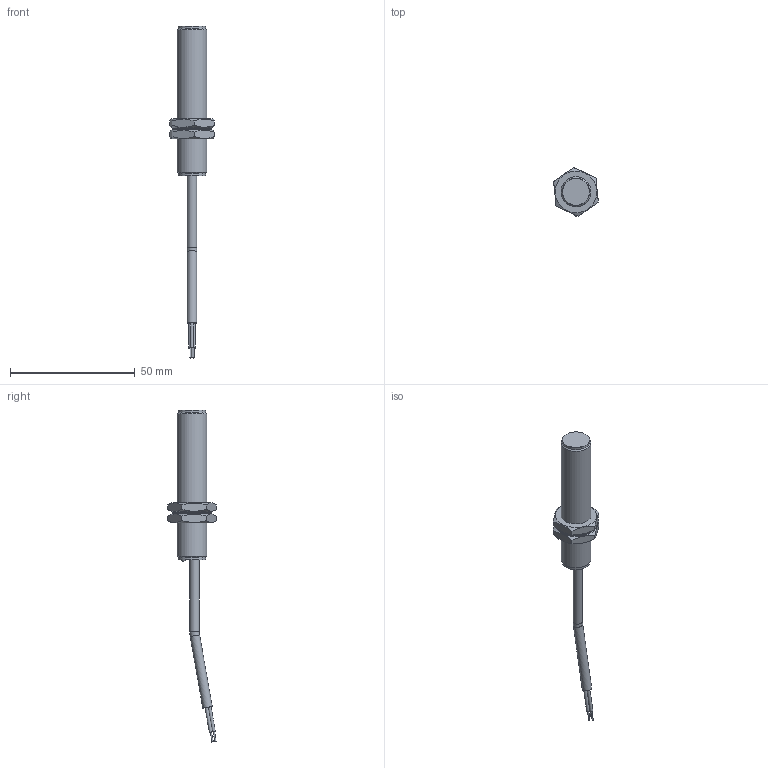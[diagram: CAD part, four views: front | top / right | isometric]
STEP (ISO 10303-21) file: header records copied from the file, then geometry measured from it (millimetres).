
FILE_DESCRIPTION(/* description */ (''),/* implementation_level */ '2;1');
FILE_NAME(/* name */ 'LA12-60 Датчик в сборе.stp',/* time_stamp */ '2021-07-29T16:35:53+07:00',/* author */ ('Omalon'),/* organization */ (''),/* preprocessor_version */ 'ST-DEVELOPER v17.2',/* originating_system */ 'Autodesk Inventor 2019',/* authorisation */ '');
FILE_SCHEMA (('AUTOMOTIVE_DESIGN { 1 0 10303 214 3 1 1 }'));
Length unit declared in the file: millimetre
Products named in the file (4): LA12-60 Датчик в 
сборе; LA12-60 датчик; LA12-60 гайка; LA12-60 провод
Assembly tree (4 placements, depth 2):
  LA12-60 Датчик в 
сборе
    LA12-60 датчик
    LA12-60 гайка  x2
    LA12-60 провод
Bounding box: 17.88 x 19.54 x 132.94 mm (x, y, z)
Volume: 8543.5 mm3; surface area: 4684 mm2
Topology: 4 solids, 4 shells, 621 faces, 1805 edges, 1202 vertices
Faces by surface type: plane 590, cylinder 18, cone 11, bspline 1, torus 1
Full cylindrical faces by diameter (mm): 0.5 x3, 1.2 x3, 3.8 x3, 10.917 x2, 11 x2, 12 x1, 13 x2, 16 x2
Entity records: 11235 total; most frequent: DIRECTION 2186, CARTESIAN_POINT 1927, ORIENTED_EDGE 1854, AXIS2_PLACEMENT_3D 939, EDGE_CURVE 927, VERTEX_POINT 617, EDGE_LOOP 336, CIRCLE 327
